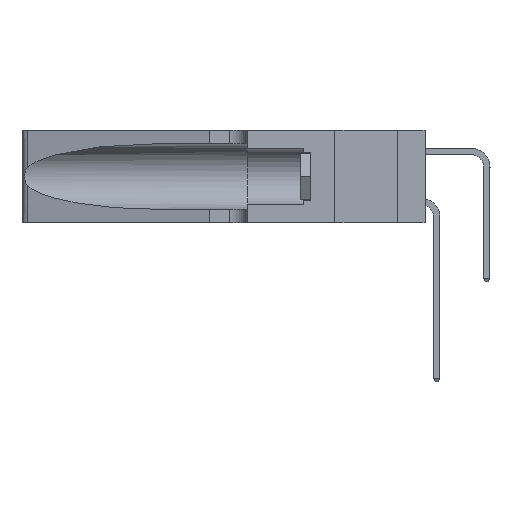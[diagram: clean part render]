
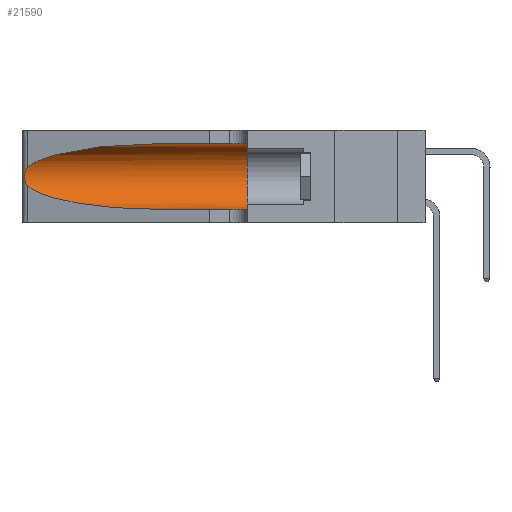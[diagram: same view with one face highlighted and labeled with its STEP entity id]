
A CAD part, left-side view. The second image highlights one B-rep face of the part: STEP entity #21590.
In plain terms, the highlighted cylindrical face has radius 3.308 mm (diameter 6.617 mm), a partial arc.
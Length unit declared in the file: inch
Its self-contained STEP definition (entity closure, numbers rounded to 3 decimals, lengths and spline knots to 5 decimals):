
#184 =( BOUNDED_CURVE ( )  B_SPLINE_CURVE ( 3, ( #26138, #21847, #17251, #8328 ),
 .UNSPECIFIED., .F., .F. ) 
 B_SPLINE_CURVE_WITH_KNOTS ( ( 4, 4 ),
 ( 1.5708, 2.84003 ),
 .UNSPECIFIED. ) 
 CURVE ( )  GEOMETRIC_REPRESENTATION_ITEM ( )  RATIONAL_B_SPLINE_CURVE ( ( 1., 0.87, 0.87, 1. ) ) 
 REPRESENTATION_ITEM ( '' )  );
#210 = CARTESIAN_POINT ( 'NONE',  ( 0.25487, 1.22718, 0.22369 ) ) ;
#381 = VERTEX_POINT ( 'NONE', #13478 ) ;
#761 = CARTESIAN_POINT ( 'NONE',  ( 0.1305, 1.61858, 0.185 ) ) ;
#973 = CARTESIAN_POINT ( 'NONE',  ( 0.1305, 0.35, 0.185 ) ) ;
#1611 = CARTESIAN_POINT ( 'NONE',  ( 0.25487, 1.22718, 0.14631 ) ) ;
#1956 = CARTESIAN_POINT ( 'NONE',  ( 0.1305, 1.61858, 0.31525 ) ) ;
#2352 = CARTESIAN_POINT ( 'NONE',  ( 0.25639, 1.23184, 0.21858 ) ) ;
#3057 = DIRECTION ( 'NONE',  ( 0., -1., 0. ) ) ;
#4239 = DIRECTION ( 'NONE',  ( 0., -1., 0. ) ) ;
#4419 = ORIENTED_EDGE ( 'NONE', *, *, #20959, .T. ) ;
#4436 = CARTESIAN_POINT ( 'NONE',  ( 0.25555, 1.22993, 0.14849 ) ) ;
#5621 = DIRECTION ( 'NONE',  ( 0., 0., 1. ) ) ;
#5994 = CARTESIAN_POINT ( 'NONE',  ( 0.1305, 0.72297, 0.05475 ) ) ;
#6516 = CIRCLE ( 'NONE', #7191, 0.13025 ) ;
#6673 = ORIENTED_EDGE ( 'NONE', *, *, #25502, .F. ) ;
#6820 = EDGE_CURVE ( 'NONE', #10247, #18276, #21123, .T. ) ;
#6884 = CARTESIAN_POINT ( 'NONE',  ( 0.25555, 1.22994, 0.2215 ) ) ;
#7191 = AXIS2_PLACEMENT_3D ( 'NONE', #973, #18664, #5621 ) ;
#7339 = VERTEX_POINT ( 'NONE', #7674 ) ;
#7435 = CYLINDRICAL_SURFACE ( 'NONE', #25028, 0.13025 ) ;
#7674 = CARTESIAN_POINT ( 'NONE',  ( 0.1305, 0.72297, 0.05475 ) ) ;
#7843 = EDGE_CURVE ( 'NONE', #20072, #8129, #20342, .T. ) ;
#7996 = ORIENTED_EDGE ( 'NONE', *, *, #21768, .T. ) ;
#8129 = VERTEX_POINT ( 'NONE', #24002 ) ;
#8328 = CARTESIAN_POINT ( 'NONE',  ( 0.25487, 1.22718, 0.22369 ) ) ;
#8337 = CARTESIAN_POINT ( 'NONE',  ( 0.26075, 1.23896, 0.178 ) ) ;
#8907 = CARTESIAN_POINT ( 'NONE',  ( 0.25856, 1.23593, 0.16098 ) ) ;
#9399 = CARTESIAN_POINT ( 'NONE',  ( 0.2373, 1.15595, 0.08982 ) ) ;
#10123 = CARTESIAN_POINT ( 'NONE',  ( 0.25487, 1.22718, 0.14631 ) ) ;
#10247 = VERTEX_POINT ( 'NONE', #210 ) ;
#10793 = CARTESIAN_POINT ( 'NONE',  ( 0.1305, 1.61858, 0.05475 ) ) ;
#11243 = CARTESIAN_POINT ( 'NONE',  ( 0.25487, 1.22718, 0.22369 ) ) ;
#11542 = DIRECTION ( 'NONE',  ( 0., 0., -1. ) ) ;
#13050 = DIRECTION ( 'NONE',  ( 0., -1., 0. ) ) ;
#13349 = FACE_OUTER_BOUND ( 'NONE', #26357, .T. ) ;
#13478 = CARTESIAN_POINT ( 'NONE',  ( 0.1305, 0.35, 0.05475 ) ) ;
#14170 = ORIENTED_EDGE ( 'NONE', *, *, #7843, .F. ) ;
#14985 = CARTESIAN_POINT ( 'NONE',  ( 0.26018, 1.23835, 0.19895 ) ) ;
#16743 = CARTESIAN_POINT ( 'NONE',  ( 0.18966, 0.96281, 0.05475 ) ) ;
#17251 = CARTESIAN_POINT ( 'NONE',  ( 0.2373, 1.15595, 0.28018 ) ) ;
#17571 = LINE ( 'NONE', #10793, #23967 ) ;
#17965 = CARTESIAN_POINT ( 'NONE',  ( 0.25487, 1.22718, 0.14631 ) ) ;
#17976 = EDGE_CURVE ( 'NONE', #7339, #381, #17571, .T. ) ;
#18063 = ORIENTED_EDGE ( 'NONE', *, *, #6820, .T. ) ;
#18276 = VERTEX_POINT ( 'NONE', #10123 ) ;
#18664 = DIRECTION ( 'NONE',  ( 0., 1., 0. ) ) ;
#19563 = CARTESIAN_POINT ( 'NONE',  ( 0.26075, 1.23896, 0.19203 ) ) ;
#20063 = CARTESIAN_POINT ( 'NONE',  ( 0.25787, 1.23484, 0.2124 ) ) ;
#20072 = VERTEX_POINT ( 'NONE', #21241 ) ;
#20342 = LINE ( 'NONE', #1956, #28765 ) ;
#20959 = EDGE_CURVE ( 'NONE', #18276, #7339, #25799, .T. ) ;
#21123 = B_SPLINE_CURVE_WITH_KNOTS ( 'NONE', 3,
 ( #11243, #6884, #2352, #20063, #22453, #14985, #19563, #8337, #26248, #8907, #26346, #24123, #4436, #17965 ),
 .UNSPECIFIED., .F., .F.,
 ( 4, 2, 2, 2, 2, 2, 4 ),
 ( 0., 0.00027, 0.00053, 0.00107, 0.0016, 0.00187, 0.00214 ),
 .UNSPECIFIED. ) ;
#21241 = CARTESIAN_POINT ( 'NONE',  ( 0.1305, 0.72297, 0.31525 ) ) ;
#21590 = ADVANCED_FACE ( 'NONE', ( #13349 ), #7435, .F. ) ;
#21768 = EDGE_CURVE ( 'NONE', #20072, #10247, #184, .T. ) ;
#21847 = CARTESIAN_POINT ( 'NONE',  ( 0.18966, 0.96281, 0.31525 ) ) ;
#22453 = CARTESIAN_POINT ( 'NONE',  ( 0.25854, 1.2359, 0.20912 ) ) ;
#23967 = VECTOR ( 'NONE', #13050, 39.37008 ) ;
#24002 = CARTESIAN_POINT ( 'NONE',  ( 0.1305, 0.35, 0.31525 ) ) ;
#24123 = CARTESIAN_POINT ( 'NONE',  ( 0.25639, 1.23186, 0.15144 ) ) ;
#25028 = AXIS2_PLACEMENT_3D ( 'NONE', #761, #3057, #11542 ) ;
#25502 = EDGE_CURVE ( 'NONE', #8129, #381, #6516, .T. ) ;
#25506 = ORIENTED_EDGE ( 'NONE', *, *, #17976, .T. ) ;
#25799 =( BOUNDED_CURVE ( )  B_SPLINE_CURVE ( 3, ( #1611, #9399, #16743, #5994 ),
 .UNSPECIFIED., .F., .T. ) 
 B_SPLINE_CURVE_WITH_KNOTS ( ( 4, 4 ),
 ( 3.44316, 4.71239 ),
 .UNSPECIFIED. ) 
 CURVE ( )  GEOMETRIC_REPRESENTATION_ITEM ( )  RATIONAL_B_SPLINE_CURVE ( ( 1., 0.87, 0.87, 1. ) ) 
 REPRESENTATION_ITEM ( '' )  );
#26138 = CARTESIAN_POINT ( 'NONE',  ( 0.1305, 0.72297, 0.31525 ) ) ;
#26248 = CARTESIAN_POINT ( 'NONE',  ( 0.26017, 1.23833, 0.17102 ) ) ;
#26346 = CARTESIAN_POINT ( 'NONE',  ( 0.25789, 1.23486, 0.15765 ) ) ;
#26357 = EDGE_LOOP ( 'NONE', ( #7996, #18063, #4419, #25506, #6673, #14170 ) ) ;
#28765 = VECTOR ( 'NONE', #4239, 39.37008 ) ;
